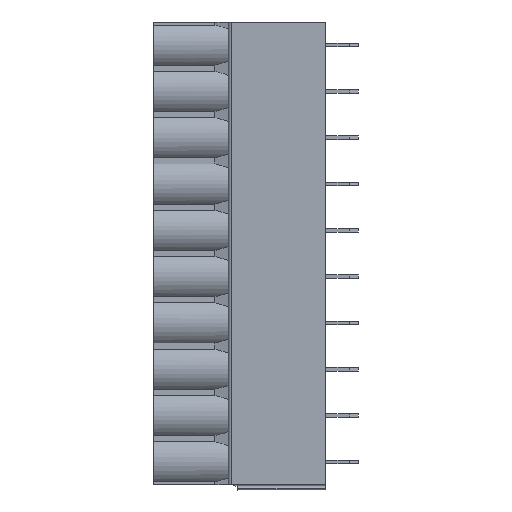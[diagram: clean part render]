
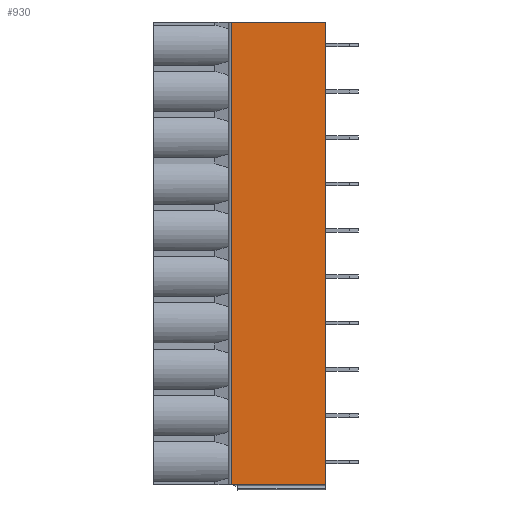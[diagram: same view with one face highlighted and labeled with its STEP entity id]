
A CAD part, front view. The second image highlights one B-rep face of the part: STEP entity #930.
In plain terms, the highlighted planar face has unit normal (0, -1, 0).
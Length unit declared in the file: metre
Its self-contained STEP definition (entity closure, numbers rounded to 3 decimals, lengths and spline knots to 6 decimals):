
#930=ADVANCED_FACE('',(#2454),#2455,.T.);
#2454=FACE_OUTER_BOUND('',#4619,.T.);
#2455=PLANE('',#4620);
#4619=EDGE_LOOP('',(#7483,#7484,#7485,#7486));
#4620=AXIS2_PLACEMENT_3D('',#7487,#7488,#7489);
#7483=ORIENTED_EDGE('',*,*,#13529,.T.);
#7484=ORIENTED_EDGE('',*,*,#13055,.F.);
#7485=ORIENTED_EDGE('',*,*,#13530,.T.);
#7486=ORIENTED_EDGE('',*,*,#13531,.T.);
#7487=CARTESIAN_POINT('',(-0.01065,-0.0675,-0.22726));
#7488=DIRECTION('',(0.,-1.0,0.));
#7489=DIRECTION('',(-1.0,0.,0.));
#13055=EDGE_CURVE('',#15700,#15702,#15703,.T.);
#13529=EDGE_CURVE('',#16468,#15702,#16469,.T.);
#13530=EDGE_CURVE('',#15700,#16470,#16471,.T.);
#13531=EDGE_CURVE('',#16470,#16468,#16472,.T.);
#15700=VERTEX_POINT('',#19589);
#15702=VERTEX_POINT('',#19592);
#15703=LINE('',#19593,#19594);
#16468=VERTEX_POINT('',#20697);
#16469=LINE('',#20698,#20699);
#16470=VERTEX_POINT('',#20700);
#16471=LINE('',#20701,#20702);
#16472=LINE('',#20703,#20704);
#19589=CARTESIAN_POINT('',(0.,-0.0675,-0.19936));
#19592=CARTESIAN_POINT('',(0.,-0.0675,-0.25016));
#19593=CARTESIAN_POINT('',(0.,-0.0675,-0.23742));
#19594=VECTOR('',#24896,1.0);
#20697=CARTESIAN_POINT('',(-0.01035,-0.0675,-0.25016));
#20698=CARTESIAN_POINT('',(-0.01065,-0.0675,-0.25016));
#20699=VECTOR('',#25390,1.0);
#20700=CARTESIAN_POINT('',(-0.01035,-0.0675,-0.19936));
#20701=CARTESIAN_POINT('',(-0.01065,-0.0675,-0.19936));
#20702=VECTOR('',#25391,1.0);
#20703=CARTESIAN_POINT('',(-0.01035,-0.0675,-0.2425));
#20704=VECTOR('',#25392,1.0);
#24896=DIRECTION('',(0.,0.,-1.0));
#25390=DIRECTION('',(1.0,0.,0.));
#25391=DIRECTION('',(-1.0,0.,0.));
#25392=DIRECTION('',(0.,0.,-1.0));
